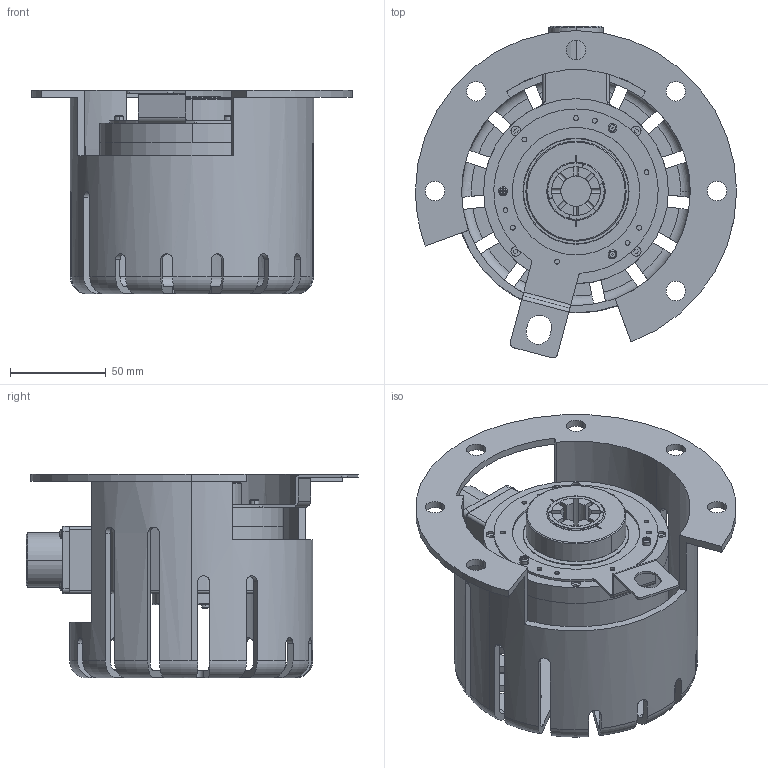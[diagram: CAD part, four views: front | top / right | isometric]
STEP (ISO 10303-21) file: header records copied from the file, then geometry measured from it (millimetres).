
FILE_DESCRIPTION (( 'STEP AP214' ), '1' );
FILE_NAME ('HS35AY1CDU1EA000.STEP', '2024-08-13T12:39:29', ( '' ), ( '' ), 'SwSTEP 2.0', 'SolidWorks 2021', '' );
FILE_SCHEMA (( 'AUTOMOTIVE_DESIGN' ));
Length unit declared in the file: inch
Products named in the file (1): HS35AY1CDU1EA000
Bounding box: 167.64 x 173.34 x 106.43 mm (x, y, z)
Volume: 535983.6 mm3; surface area: 175091.5 mm2
Topology: 18 solids, 18 shells, 724 faces, 2004 edges, 1312 vertices
Faces by surface type: plane 327, cylinder 289, torus 70, cone 22, bspline 10, sphere 6
Entity records: 26564 total; most frequent: CARTESIAN_POINT 7499, ORIENTED_EDGE 3996, DIRECTION 3926, EDGE_CURVE 1998, AXIS2_PLACEMENT_3D 1452, VERTEX_POINT 1312, VECTOR 1022, LINE 1022
